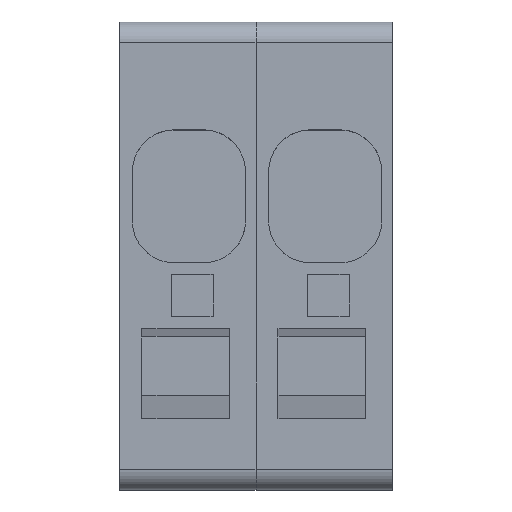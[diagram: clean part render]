
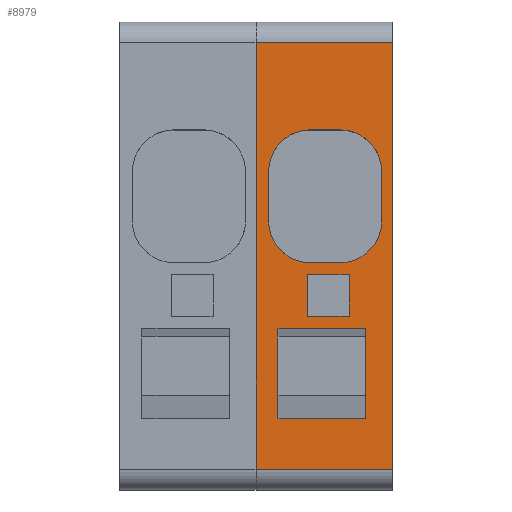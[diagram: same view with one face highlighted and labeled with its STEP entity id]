
A CAD part, top view. The second image highlights one B-rep face of the part: STEP entity #8979.
In plain terms, the highlighted planar face has unit normal (0, 0, 1).
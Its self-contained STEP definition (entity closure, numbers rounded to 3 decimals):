
#8878=AXIS2_PLACEMENT_3D('Circle Axis2P3D',#8876,#8877,$) ;
#8895=AXIS2_PLACEMENT_3D('Circle Axis2P3D',#8893,#8894,$) ;
#8939=AXIS2_PLACEMENT_3D('Plane Axis2P3D',#8936,#8937,#8938) ;
#8961=AXIS2_PLACEMENT_3D('Circle Axis2P3D',#8959,#8960,$) ;
#8966=AXIS2_PLACEMENT_3D('Circle Axis2P3D',#8964,#8965,$) ;
#8279=CARTESIAN_POINT('Vertex',(11.75,3.397,47.312)) ;
#8282=CARTESIAN_POINT('Line Origine',(11.75,5.543,47.312)) ;
#8286=CARTESIAN_POINT('Vertex',(11.75,7.688,47.312)) ;
#8307=CARTESIAN_POINT('Line Origine',(9.65,3.397,47.312)) ;
#8311=CARTESIAN_POINT('Vertex',(7.55,3.397,47.312)) ;
#8335=CARTESIAN_POINT('Vertex',(7.55,7.688,47.312)) ;
#8338=CARTESIAN_POINT('Line Origine',(7.55,5.543,47.312)) ;
#8356=CARTESIAN_POINT('Line Origine',(9.65,7.688,47.312)) ;
#8377=CARTESIAN_POINT('Vertex',(8.95,8.292,47.312)) ;
#8380=CARTESIAN_POINT('Line Origine',(9.95,8.292,47.312)) ;
#8384=CARTESIAN_POINT('Vertex',(10.95,8.292,47.312)) ;
#8408=CARTESIAN_POINT('Vertex',(8.95,10.292,47.312)) ;
#8411=CARTESIAN_POINT('Line Origine',(8.95,9.292,47.312)) ;
#8428=CARTESIAN_POINT('Line Origine',(10.95,9.292,47.312)) ;
#8432=CARTESIAN_POINT('Vertex',(10.95,10.292,47.312)) ;
#8452=CARTESIAN_POINT('Line Origine',(9.95,10.292,47.312)) ;
#8473=CARTESIAN_POINT('Vertex',(6.5,1.,47.312)) ;
#8476=CARTESIAN_POINT('Line Origine',(6.5,11.171,47.312)) ;
#8480=CARTESIAN_POINT('Vertex',(6.5,21.342,47.313)) ;
#8560=CARTESIAN_POINT('Vertex',(13.,1.,47.312)) ;
#8563=CARTESIAN_POINT('Line Origine',(9.75,1.,47.312)) ;
#8580=CARTESIAN_POINT('Line Origine',(9.75,21.342,47.313)) ;
#8584=CARTESIAN_POINT('Vertex',(13.,21.342,47.313)) ;
#8599=CARTESIAN_POINT('Line Origine',(13.,11.171,47.312)) ;
#8678=CARTESIAN_POINT('Vertex',(7.1,15.194,47.312)) ;
#8681=CARTESIAN_POINT('Line Origine',(7.1,14.019,47.312)) ;
#8685=CARTESIAN_POINT('Vertex',(7.1,12.844,47.312)) ;
#8718=CARTESIAN_POINT('Vertex',(12.5,12.844,47.312)) ;
#8721=CARTESIAN_POINT('Line Origine',(12.5,14.019,47.312)) ;
#8725=CARTESIAN_POINT('Vertex',(12.5,15.194,47.312)) ;
#8758=CARTESIAN_POINT('Vertex',(10.5,17.194,47.312)) ;
#8761=CARTESIAN_POINT('Line Origine',(9.8,17.194,47.312)) ;
#8765=CARTESIAN_POINT('Vertex',(9.1,17.194,47.312)) ;
#8876=CARTESIAN_POINT('Axis2P3D Location',(9.1,15.194,47.312)) ;
#8893=CARTESIAN_POINT('Axis2P3D Location',(10.5,15.194,47.312)) ;
#8914=CARTESIAN_POINT('Vertex',(10.5,10.844,47.312)) ;
#8921=CARTESIAN_POINT('Vertex',(9.1,10.844,47.312)) ;
#8924=CARTESIAN_POINT('Line Origine',(9.8,10.844,47.312)) ;
#8936=CARTESIAN_POINT('Axis2P3D Location',(6.5,1.,47.312)) ;
#8959=CARTESIAN_POINT('Axis2P3D Location',(9.1,12.844,47.313)) ;
#8964=CARTESIAN_POINT('Axis2P3D Location',(10.5,12.844,47.313)) ;
#8283=DIRECTION('Vector Direction',(0.,-1.,0.)) ;
#8308=DIRECTION('Vector Direction',(-1.,0.,0.)) ;
#8339=DIRECTION('Vector Direction',(0.,-1.,0.)) ;
#8357=DIRECTION('Vector Direction',(1.,0.,0.)) ;
#8381=DIRECTION('Vector Direction',(-1.,0.,0.)) ;
#8412=DIRECTION('Vector Direction',(0.,-1.,0.)) ;
#8429=DIRECTION('Vector Direction',(0.,-1.,0.)) ;
#8453=DIRECTION('Vector Direction',(-1.,0.,0.)) ;
#8477=DIRECTION('Vector Direction',(0.,1.,0.)) ;
#8564=DIRECTION('Vector Direction',(-1.,0.,0.)) ;
#8581=DIRECTION('Vector Direction',(-1.,0.,0.)) ;
#8600=DIRECTION('Vector Direction',(0.,1.,0.)) ;
#8682=DIRECTION('Vector Direction',(0.,1.,0.)) ;
#8722=DIRECTION('Vector Direction',(0.,1.,0.)) ;
#8762=DIRECTION('Vector Direction',(-1.,0.,0.)) ;
#8877=DIRECTION('Axis2P3D Direction',(0.,0.,-1.)) ;
#8894=DIRECTION('Axis2P3D Direction',(0.,0.,-1.)) ;
#8925=DIRECTION('Vector Direction',(-1.,0.,0.)) ;
#8937=DIRECTION('Axis2P3D Direction',(0.,0.,1.)) ;
#8938=DIRECTION('Axis2P3D XDirection',(0.,1.,0.)) ;
#8960=DIRECTION('Axis2P3D Direction',(0.,0.,1.)) ;
#8965=DIRECTION('Axis2P3D Direction',(0.,0.,1.)) ;
#8284=VECTOR('Line Direction',#8283,1.) ;
#8309=VECTOR('Line Direction',#8308,1.) ;
#8340=VECTOR('Line Direction',#8339,1.) ;
#8358=VECTOR('Line Direction',#8357,1.) ;
#8382=VECTOR('Line Direction',#8381,1.) ;
#8413=VECTOR('Line Direction',#8412,1.) ;
#8430=VECTOR('Line Direction',#8429,1.) ;
#8454=VECTOR('Line Direction',#8453,1.) ;
#8478=VECTOR('Line Direction',#8477,1.) ;
#8565=VECTOR('Line Direction',#8564,1.) ;
#8582=VECTOR('Line Direction',#8581,1.) ;
#8601=VECTOR('Line Direction',#8600,1.) ;
#8683=VECTOR('Line Direction',#8682,1.) ;
#8723=VECTOR('Line Direction',#8722,1.) ;
#8763=VECTOR('Line Direction',#8762,1.) ;
#8926=VECTOR('Line Direction',#8925,1.) ;
#8942=ORIENTED_EDGE('',*,*,#8586,.T.) ;
#8943=ORIENTED_EDGE('',*,*,#8482,.F.) ;
#8944=ORIENTED_EDGE('',*,*,#8567,.F.) ;
#8945=ORIENTED_EDGE('',*,*,#8603,.T.) ;
#8948=ORIENTED_EDGE('',*,*,#8415,.F.) ;
#8949=ORIENTED_EDGE('',*,*,#8456,.F.) ;
#8950=ORIENTED_EDGE('',*,*,#8434,.T.) ;
#8951=ORIENTED_EDGE('',*,*,#8386,.T.) ;
#8954=ORIENTED_EDGE('',*,*,#8313,.T.) ;
#8955=ORIENTED_EDGE('',*,*,#8342,.F.) ;
#8956=ORIENTED_EDGE('',*,*,#8360,.T.) ;
#8957=ORIENTED_EDGE('',*,*,#8288,.T.) ;
#8970=ORIENTED_EDGE('',*,*,#8928,.F.) ;
#8971=ORIENTED_EDGE('',*,*,#8963,.T.) ;
#8972=ORIENTED_EDGE('',*,*,#8687,.F.) ;
#8973=ORIENTED_EDGE('',*,*,#8880,.T.) ;
#8974=ORIENTED_EDGE('',*,*,#8767,.F.) ;
#8975=ORIENTED_EDGE('',*,*,#8897,.T.) ;
#8976=ORIENTED_EDGE('',*,*,#8727,.F.) ;
#8977=ORIENTED_EDGE('',*,*,#8968,.T.) ;
#8952=FACE_BOUND('',#8947,.T.) ;
#8958=FACE_BOUND('',#8953,.T.) ;
#8978=FACE_BOUND('',#8969,.T.) ;
#8979=ADVANCED_FACE('GH_ZP4-1AN.1\\GH_ZP_M2NA_STA',(#8946,#8952,#8958,#8978),#8940,.T.) ;
#8879=CIRCLE('generated circle',#8878,2.) ;
#8896=CIRCLE('generated circle',#8895,2.) ;
#8962=CIRCLE('generated circle',#8961,2.) ;
#8967=CIRCLE('generated circle',#8966,2.) ;
#8288=EDGE_CURVE('',#8287,#8280,#8285,.T.) ;
#8313=EDGE_CURVE('',#8280,#8312,#8310,.T.) ;
#8342=EDGE_CURVE('',#8336,#8312,#8341,.T.) ;
#8360=EDGE_CURVE('',#8336,#8287,#8359,.T.) ;
#8386=EDGE_CURVE('',#8385,#8378,#8383,.T.) ;
#8415=EDGE_CURVE('',#8409,#8378,#8414,.T.) ;
#8434=EDGE_CURVE('',#8433,#8385,#8431,.T.) ;
#8456=EDGE_CURVE('',#8433,#8409,#8455,.T.) ;
#8482=EDGE_CURVE('',#8474,#8481,#8479,.T.) ;
#8567=EDGE_CURVE('',#8561,#8474,#8566,.T.) ;
#8586=EDGE_CURVE('',#8585,#8481,#8583,.T.) ;
#8603=EDGE_CURVE('',#8561,#8585,#8602,.T.) ;
#8687=EDGE_CURVE('',#8679,#8686,#8684,.F.) ;
#8727=EDGE_CURVE('',#8719,#8726,#8724,.T.) ;
#8767=EDGE_CURVE('',#8759,#8766,#8764,.T.) ;
#8880=EDGE_CURVE('',#8679,#8766,#8879,.T.) ;
#8897=EDGE_CURVE('',#8759,#8726,#8896,.T.) ;
#8928=EDGE_CURVE('',#8922,#8915,#8927,.F.) ;
#8963=EDGE_CURVE('',#8922,#8686,#8962,.F.) ;
#8968=EDGE_CURVE('',#8719,#8915,#8967,.F.) ;
#8941=EDGE_LOOP('',(#8942,#8943,#8944,#8945)) ;
#8947=EDGE_LOOP('',(#8948,#8949,#8950,#8951)) ;
#8953=EDGE_LOOP('',(#8954,#8955,#8956,#8957)) ;
#8969=EDGE_LOOP('',(#8970,#8971,#8972,#8973,#8974,#8975,#8976,#8977)) ;
#8946=FACE_OUTER_BOUND('',#8941,.T.) ;
#8285=LINE('Line',#8282,#8284) ;
#8310=LINE('Line',#8307,#8309) ;
#8341=LINE('Line',#8338,#8340) ;
#8359=LINE('Line',#8356,#8358) ;
#8383=LINE('Line',#8380,#8382) ;
#8414=LINE('Line',#8411,#8413) ;
#8431=LINE('Line',#8428,#8430) ;
#8455=LINE('Line',#8452,#8454) ;
#8479=LINE('Line',#8476,#8478) ;
#8566=LINE('Line',#8563,#8565) ;
#8583=LINE('Line',#8580,#8582) ;
#8602=LINE('Line',#8599,#8601) ;
#8684=LINE('Line',#8681,#8683) ;
#8724=LINE('Line',#8721,#8723) ;
#8764=LINE('Line',#8761,#8763) ;
#8927=LINE('Line',#8924,#8926) ;
#8940=PLANE('',#8939) ;
#8280=VERTEX_POINT('',#8279) ;
#8287=VERTEX_POINT('',#8286) ;
#8312=VERTEX_POINT('',#8311) ;
#8336=VERTEX_POINT('',#8335) ;
#8378=VERTEX_POINT('',#8377) ;
#8385=VERTEX_POINT('',#8384) ;
#8409=VERTEX_POINT('',#8408) ;
#8433=VERTEX_POINT('',#8432) ;
#8474=VERTEX_POINT('',#8473) ;
#8481=VERTEX_POINT('',#8480) ;
#8561=VERTEX_POINT('',#8560) ;
#8585=VERTEX_POINT('',#8584) ;
#8679=VERTEX_POINT('',#8678) ;
#8686=VERTEX_POINT('',#8685) ;
#8719=VERTEX_POINT('',#8718) ;
#8726=VERTEX_POINT('',#8725) ;
#8759=VERTEX_POINT('',#8758) ;
#8766=VERTEX_POINT('',#8765) ;
#8915=VERTEX_POINT('',#8914) ;
#8922=VERTEX_POINT('',#8921) ;
